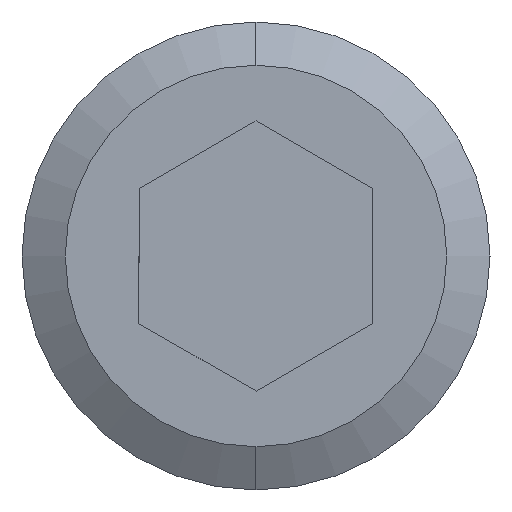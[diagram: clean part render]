
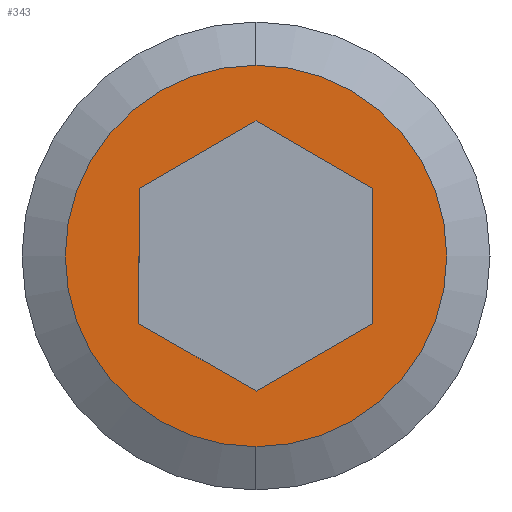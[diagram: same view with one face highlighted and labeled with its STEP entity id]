
A CAD part, left-side view. The second image highlights one B-rep face of the part: STEP entity #343.
In plain terms, the highlighted planar face has unit normal (-1, 0, 0).
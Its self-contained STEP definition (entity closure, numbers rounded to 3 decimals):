
#10 = VECTOR ( 'NONE', #461, 1000. ) ;
#11 = PLANE ( 'NONE',  #237 ) ;
#13 = FACE_BOUND ( 'NONE', #85, .T. ) ;
#49 = DIRECTION ( 'NONE',  ( 0., 0.866, 0.5 ) ) ;
#51 = CIRCLE ( 'NONE', #64, 2.446 ) ;
#58 = EDGE_CURVE ( 'NONE', #437, #378, #494, .T. ) ;
#64 = AXIS2_PLACEMENT_3D ( 'NONE', #464, #246, #360 ) ;
#71 = ORIENTED_EDGE ( 'NONE', *, *, #81, .T. ) ;
#81 = EDGE_CURVE ( 'NONE', #201, #211, #399, .T. ) ;
#85 = EDGE_LOOP ( 'NONE', ( #140, #71, #98, #402, #130, #274 ) ) ;
#87 = CARTESIAN_POINT ( 'NONE',  ( 0., 0., 1.732 ) ) ;
#98 = ORIENTED_EDGE ( 'NONE', *, *, #327, .F. ) ;
#110 = EDGE_CURVE ( 'NONE', #201, #506, #202, .T. ) ;
#112 = CARTESIAN_POINT ( 'NONE',  ( 0., -1.5, 0.866 ) ) ;
#113 = VECTOR ( 'NONE', #178, 1000. ) ;
#124 = EDGE_CURVE ( 'NONE', #506, #523, #224, .T. ) ;
#125 = VECTOR ( 'NONE', #285, 1000. ) ;
#129 = CARTESIAN_POINT ( 'NONE',  ( 0., -1.5, -0.866 ) ) ;
#130 = ORIENTED_EDGE ( 'NONE', *, *, #209, .T. ) ;
#140 = ORIENTED_EDGE ( 'NONE', *, *, #110, .F. ) ;
#148 = DIRECTION ( 'NONE',  ( 0., 0.866, -0.5 ) ) ;
#160 = CARTESIAN_POINT ( 'NONE',  ( 0., 1.5, 0.866 ) ) ;
#166 = DIRECTION ( 'NONE',  ( -1., 0., 0. ) ) ;
#178 = DIRECTION ( 'NONE',  ( 0., -0.866, -0.5 ) ) ;
#199 = CARTESIAN_POINT ( 'NONE',  ( 0., 0., 0. ) ) ;
#201 = VERTEX_POINT ( 'NONE', #423 ) ;
#202 = LINE ( 'NONE', #456, #10 ) ;
#209 = EDGE_CURVE ( 'NONE', #284, #523, #516, .T. ) ;
#211 = VERTEX_POINT ( 'NONE', #87 ) ;
#224 = LINE ( 'NONE', #410, #113 ) ;
#235 = LINE ( 'NONE', #112, #125 ) ;
#237 = AXIS2_PLACEMENT_3D ( 'NONE', #385, #497, #495 ) ;
#246 = DIRECTION ( 'NONE',  ( -1., 0., 0. ) ) ;
#251 = VERTEX_POINT ( 'NONE', #349 ) ;
#264 = ORIENTED_EDGE ( 'NONE', *, *, #58, .T. ) ;
#272 = CARTESIAN_POINT ( 'NONE',  ( 0., 0., -2.445 ) ) ;
#274 = ORIENTED_EDGE ( 'NONE', *, *, #124, .F. ) ;
#284 = VERTEX_POINT ( 'NONE', #434 ) ;
#285 = DIRECTION ( 'NONE',  ( 0., 0., -1. ) ) ;
#310 = AXIS2_PLACEMENT_3D ( 'NONE', #199, #166, #359 ) ;
#311 = CARTESIAN_POINT ( 'NONE',  ( 0., -1.5, 0.866 ) ) ;
#313 = VECTOR ( 'NONE', #148, 1000. ) ;
#315 = CARTESIAN_POINT ( 'NONE',  ( 0., 0., 2.445 ) ) ;
#327 = EDGE_CURVE ( 'NONE', #251, #211, #335, .T. ) ;
#335 = LINE ( 'NONE', #311, #557 ) ;
#343 = ADVANCED_FACE ( 'NONE', ( #430, #13 ), #11, .T. ) ;
#349 = CARTESIAN_POINT ( 'NONE',  ( 0., -1.5, 0.866 ) ) ;
#359 = DIRECTION ( 'NONE',  ( 0., 0., 1. ) ) ;
#360 = DIRECTION ( 'NONE',  ( 0., 0., 1. ) ) ;
#378 = VERTEX_POINT ( 'NONE', #272 ) ;
#385 = CARTESIAN_POINT ( 'NONE',  ( 0., 0., 0. ) ) ;
#399 = LINE ( 'NONE', #160, #520 ) ;
#402 = ORIENTED_EDGE ( 'NONE', *, *, #543, .T. ) ;
#410 = CARTESIAN_POINT ( 'NONE',  ( 0., 1.5, -0.866 ) ) ;
#413 = DIRECTION ( 'NONE',  ( 0., -0.866, 0.5 ) ) ;
#423 = CARTESIAN_POINT ( 'NONE',  ( 0., 1.5, 0.866 ) ) ;
#430 = FACE_OUTER_BOUND ( 'NONE', #447, .T. ) ;
#434 = CARTESIAN_POINT ( 'NONE',  ( 0., -1.5, -0.866 ) ) ;
#437 = VERTEX_POINT ( 'NONE', #315 ) ;
#447 = EDGE_LOOP ( 'NONE', ( #479, #264 ) ) ;
#456 = CARTESIAN_POINT ( 'NONE',  ( 0., 1.5, 0.866 ) ) ;
#461 = DIRECTION ( 'NONE',  ( 0., 0., -1. ) ) ;
#462 = CARTESIAN_POINT ( 'NONE',  ( 0., 1.5, -0.866 ) ) ;
#464 = CARTESIAN_POINT ( 'NONE',  ( 0., 0., 0. ) ) ;
#479 = ORIENTED_EDGE ( 'NONE', *, *, #532, .T. ) ;
#494 = CIRCLE ( 'NONE', #310, 2.446 ) ;
#495 = DIRECTION ( 'NONE',  ( 0., 0., 1. ) ) ;
#497 = DIRECTION ( 'NONE',  ( -1., 0., 0. ) ) ;
#502 = CARTESIAN_POINT ( 'NONE',  ( 0., 0., -1.732 ) ) ;
#506 = VERTEX_POINT ( 'NONE', #462 ) ;
#516 = LINE ( 'NONE', #129, #313 ) ;
#520 = VECTOR ( 'NONE', #413, 1000. ) ;
#523 = VERTEX_POINT ( 'NONE', #502 ) ;
#532 = EDGE_CURVE ( 'NONE', #378, #437, #51, .T. ) ;
#543 = EDGE_CURVE ( 'NONE', #251, #284, #235, .T. ) ;
#557 = VECTOR ( 'NONE', #49, 1000. ) ;
